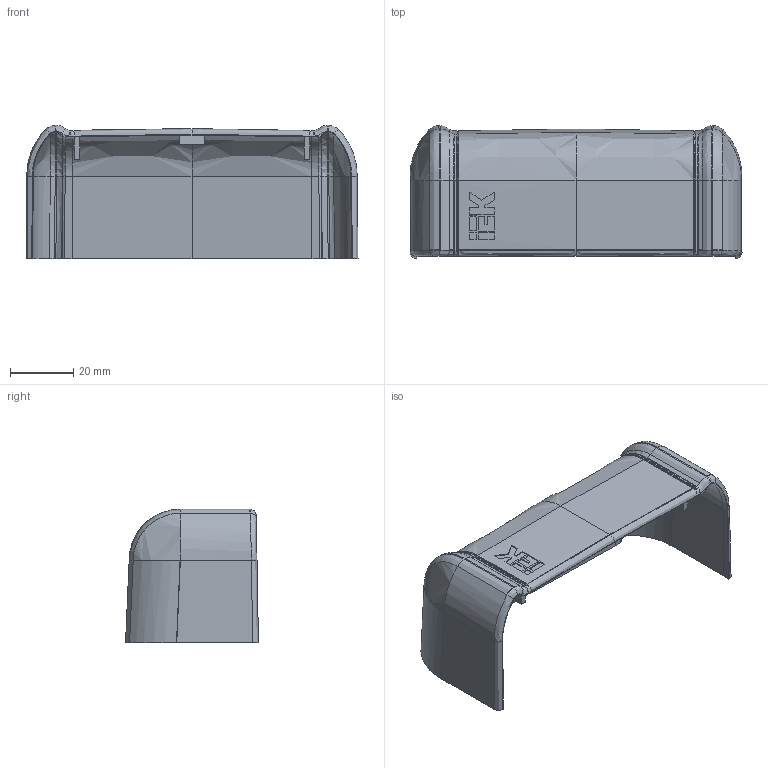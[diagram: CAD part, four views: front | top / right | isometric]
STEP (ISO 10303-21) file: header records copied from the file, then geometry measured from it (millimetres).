
FILE_DESCRIPTION (( 'STEP AP214' ), '1' );
FILE_NAME ('CKK-40D-Z-100-040-K01 Çàãëóøêà äëÿ Ê.Ê. Ïðàéìåð 100õ40.STEP', '2016-07-14T13:09:38', ( '' ), ( '' ), 'SwSTEP 2.0', 'SolidWorks 2014', '' );
FILE_SCHEMA (( 'AUTOMOTIVE_DESIGN' ));
Length unit declared in the file: millimetre
Products named in the file (1): CKK-40D-Z-100-040-K01 Çàãëóøêà äëÿ Ê.Ê. Ïðàéìåð 100õ40
Bounding box: 104.76 x 41.93 x 42.15 mm (x, y, z)
Volume: 20066.8 mm3; surface area: 20944.4 mm2
Topology: 1 solids, 1 shells, 291 faces, 697 edges, 410 vertices
Faces by surface type: bspline 159, plane 92, cylinder 38, cone 2
Entity records: 15191 total; most frequent: CARTESIAN_POINT 9838, ORIENTED_EDGE 1384, EDGE_CURVE 692, DIRECTION 599, VERTEX_POINT 410, B_SPLINE_CURVE_WITH_KNOTS 367, EDGE_LOOP 298, ADVANCED_FACE 291
